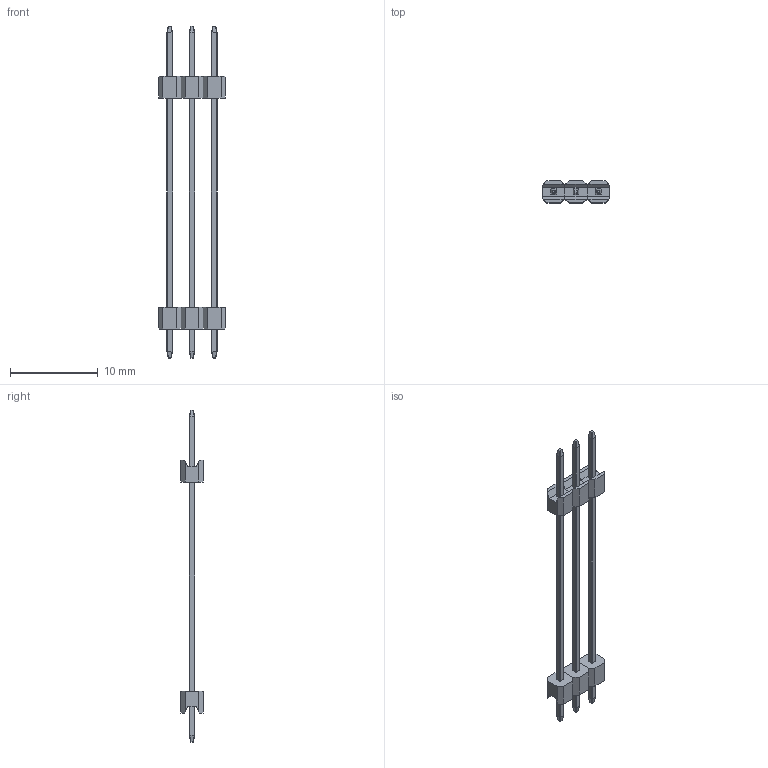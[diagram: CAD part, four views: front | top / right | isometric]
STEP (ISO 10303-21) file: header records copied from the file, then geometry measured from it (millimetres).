
FILE_DESCRIPTION(/* description */ (''),/* implementation_level */ '2;1');
FILE_NAME(/* name */ '3x Male Pim Header 37.80mm Pitch 2.54mm.stp',/* time_stamp */ '2019-10-22T08:24:33+02:00',/* author */ ('PCB-Tech'),/* organization */ (''),/* preprocessor_version */ 'ST-DEVELOPER v18',/* originating_system */ 'Autodesk Inventor 2020',/* authorisation */ '');
FILE_SCHEMA (('AUTOMOTIVE_DESIGN { 1 0 10303 214 3 1 1 }','INTEGRATED_CNC_SCHEMA'));
Length unit declared in the file: millimetre
Products named in the file (3): 3x Male Pim Header 37.80mm Pitch 2.54mm; Male Pin 37.80mm; Insulator
Assembly tree (9 placements, depth 2):
  3x Male Pim Header 37.80mm Pitch 2.54mm
    Male Pin 37.80mm  x3
    Insulator  x6
Bounding box: 7.62 x 2.54 x 37.8 mm (x, y, z)
Volume: 114.7 mm3; surface area: 504.3 mm2
Topology: 9 solids, 9 shells, 258 faces, 648 edges, 408 vertices
Faces by surface type: plane 258
Entity records: 1982 total; most frequent: CARTESIAN_POINT 328, ORIENTED_EDGE 312, DIRECTION 308, LINE 156, VECTOR 156, EDGE_CURVE 156, VERTEX_POINT 96, AXIS2_PLACEMENT_3D 76
